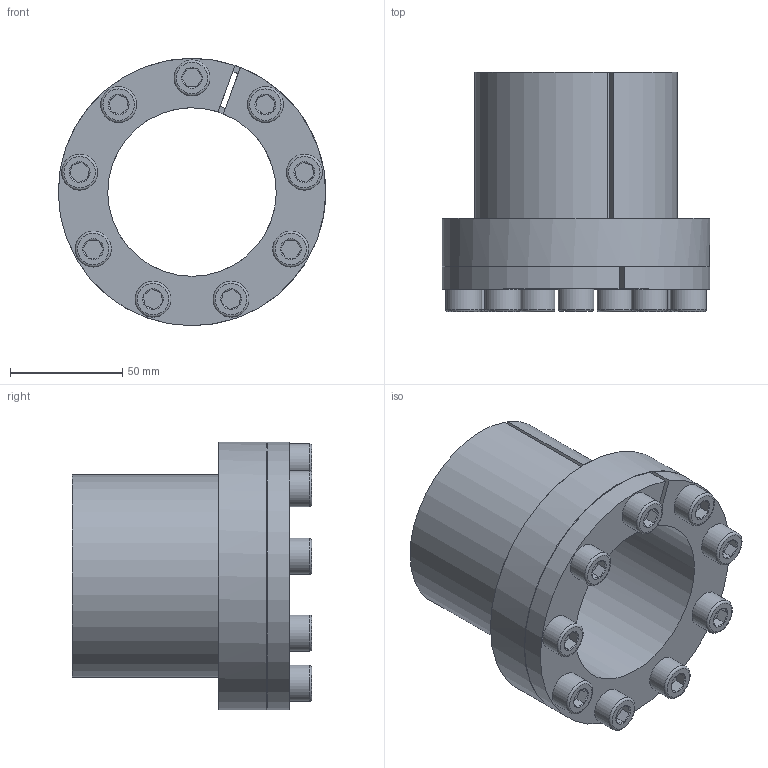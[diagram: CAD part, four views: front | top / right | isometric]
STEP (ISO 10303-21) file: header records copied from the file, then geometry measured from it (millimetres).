
FILE_DESCRIPTION(/* description */ ('Alibre Inc.'),/* implementation_level */ '2;1');
FILE_NAME(/* name */ 'export0',/* time_stamp */ '2012-12-23T15:05:46+01:00',/* author */ (''),/* organization */ (''),/* preprocessor_version */ 'ST-DEVELOPER v14',/* originating_system */ 'Alibre',/* authorisation */ '');
FILE_SCHEMA (('AUTOMOTIVE_DESIGN'));
Length unit declared in the file: millimetre
Bounding box: 119 x 106.5 x 119 mm (x, y, z)
Volume: 344444.3 mm3; surface area: 92139.5 mm2
Topology: 10 solids, 10 shells, 256 faces, 480 edges, 279 vertices
Faces by surface type: plane 118, cone 70, cylinder 50, torus 18
Full cylindrical faces by diameter (mm): 9 x9, 10 x27, 16 x9, 75 x1, 119 x1
Entity records: 6253 total; most frequent: CARTESIAN_POINT 1347, DIRECTION 928, ORIENTED_EDGE 762, AXIS2_PLACEMENT_3D 467, EDGE_LOOP 391, FACE_BOUND 391, EDGE_CURVE 381, VERTEX_POINT 258
